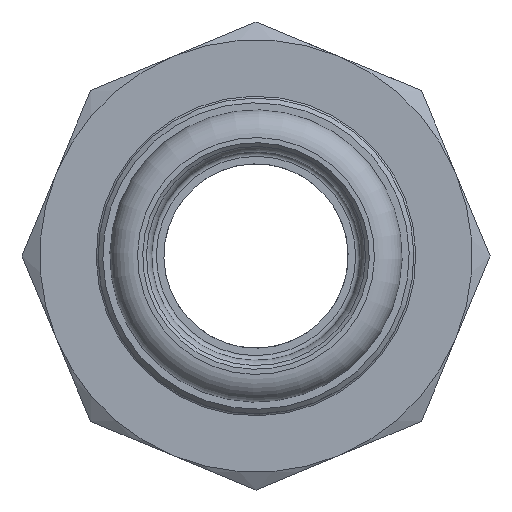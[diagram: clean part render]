
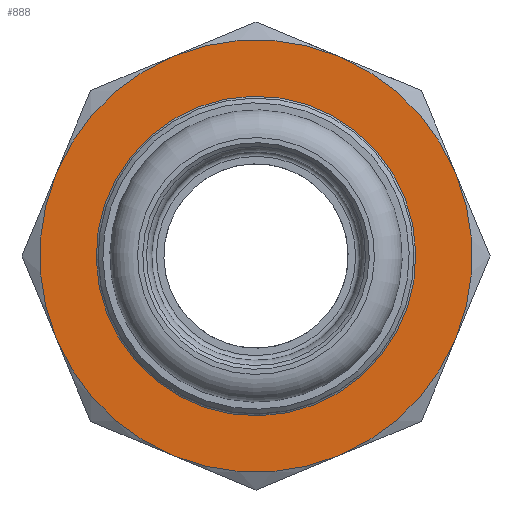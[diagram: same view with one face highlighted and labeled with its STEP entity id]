
A CAD part, left-side view. The second image highlights one B-rep face of the part: STEP entity #888.
In plain terms, the highlighted planar face has unit normal (-1, 0, 0).
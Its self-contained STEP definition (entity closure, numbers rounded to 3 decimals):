
#71=FACE_BOUND('',#191,.T.);
#83=PLANE('',#1012);
#123=FACE_OUTER_BOUND('',#190,.T.);
#190=EDGE_LOOP('',(#643,#644,#645,#646,#647,#648,#649,#650));
#191=EDGE_LOOP('',(#651));
#315=CIRCLE('',#1008,17.);
#318=CIRCLE('',#1013,23.);
#319=CIRCLE('',#1014,23.);
#320=CIRCLE('',#1015,23.);
#321=CIRCLE('',#1016,23.);
#322=CIRCLE('',#1017,23.);
#323=CIRCLE('',#1018,23.);
#324=CIRCLE('',#1019,23.);
#325=CIRCLE('',#1020,23.);
#370=VERTEX_POINT('',#1444);
#376=VERTEX_POINT('',#1471);
#379=VERTEX_POINT('',#1480);
#380=VERTEX_POINT('',#1481);
#381=VERTEX_POINT('',#1483);
#382=VERTEX_POINT('',#1486);
#383=VERTEX_POINT('',#1488);
#384=VERTEX_POINT('',#1490);
#385=VERTEX_POINT('',#1492);
#467=EDGE_CURVE('',#376,#376,#315,.T.);
#471=EDGE_CURVE('',#379,#380,#318,.T.);
#472=EDGE_CURVE('',#381,#379,#319,.T.);
#473=EDGE_CURVE('',#370,#381,#320,.T.);
#474=EDGE_CURVE('',#382,#370,#321,.T.);
#475=EDGE_CURVE('',#383,#382,#322,.T.);
#476=EDGE_CURVE('',#384,#383,#323,.T.);
#477=EDGE_CURVE('',#385,#384,#324,.T.);
#478=EDGE_CURVE('',#380,#385,#325,.T.);
#643=ORIENTED_EDGE('',*,*,#471,.F.);
#644=ORIENTED_EDGE('',*,*,#472,.F.);
#645=ORIENTED_EDGE('',*,*,#473,.F.);
#646=ORIENTED_EDGE('',*,*,#474,.F.);
#647=ORIENTED_EDGE('',*,*,#475,.F.);
#648=ORIENTED_EDGE('',*,*,#476,.F.);
#649=ORIENTED_EDGE('',*,*,#477,.F.);
#650=ORIENTED_EDGE('',*,*,#478,.F.);
#651=ORIENTED_EDGE('',*,*,#467,.T.);
#888=ADVANCED_FACE('',(#123,#71),#83,.F.);
#1008=AXIS2_PLACEMENT_3D('',#1472,#1211,#1212);
#1012=AXIS2_PLACEMENT_3D('',#1479,#1220,#1221);
#1013=AXIS2_PLACEMENT_3D('',#1482,#1222,#1223);
#1014=AXIS2_PLACEMENT_3D('',#1484,#1224,#1225);
#1015=AXIS2_PLACEMENT_3D('',#1485,#1226,#1227);
#1016=AXIS2_PLACEMENT_3D('',#1487,#1228,#1229);
#1017=AXIS2_PLACEMENT_3D('',#1489,#1230,#1231);
#1018=AXIS2_PLACEMENT_3D('',#1491,#1232,#1233);
#1019=AXIS2_PLACEMENT_3D('',#1493,#1234,#1235);
#1020=AXIS2_PLACEMENT_3D('',#1494,#1236,#1237);
#1211=DIRECTION('center_axis',(1.,0.,0.));
#1212=DIRECTION('ref_axis',(0.,-1.,0.));
#1220=DIRECTION('center_axis',(1.,0.,0.));
#1221=DIRECTION('ref_axis',(0.,1.,0.));
#1222=DIRECTION('center_axis',(1.,0.,0.));
#1223=DIRECTION('ref_axis',(0.,-1.,0.));
#1224=DIRECTION('center_axis',(1.,0.,0.));
#1225=DIRECTION('ref_axis',(0.,-1.,0.));
#1226=DIRECTION('center_axis',(1.,0.,0.));
#1227=DIRECTION('ref_axis',(0.,-1.,0.));
#1228=DIRECTION('center_axis',(1.,0.,0.));
#1229=DIRECTION('ref_axis',(0.,-1.,0.));
#1230=DIRECTION('center_axis',(1.,0.,0.));
#1231=DIRECTION('ref_axis',(0.,-1.,0.));
#1232=DIRECTION('center_axis',(1.,0.,0.));
#1233=DIRECTION('ref_axis',(0.,-1.,0.));
#1234=DIRECTION('center_axis',(1.,0.,0.));
#1235=DIRECTION('ref_axis',(0.,-1.,0.));
#1236=DIRECTION('center_axis',(1.,0.,0.));
#1237=DIRECTION('ref_axis',(0.,-1.,0.));
#1444=CARTESIAN_POINT('',(24.,-8.802,21.249));
#1471=CARTESIAN_POINT('',(24.,-14.919,-8.15));
#1472=CARTESIAN_POINT('Origin',(24.,0.,0.));
#1479=CARTESIAN_POINT('Origin',(24.,17.,0.));
#1480=CARTESIAN_POINT('',(24.,-21.249,-8.802));
#1481=CARTESIAN_POINT('',(24.,-8.802,-21.249));
#1482=CARTESIAN_POINT('Origin',(24.,0.,0.));
#1483=CARTESIAN_POINT('',(24.,-21.249,8.802));
#1484=CARTESIAN_POINT('Origin',(24.,0.,0.));
#1485=CARTESIAN_POINT('Origin',(24.,0.,0.));
#1486=CARTESIAN_POINT('',(24.,8.802,21.249));
#1487=CARTESIAN_POINT('Origin',(24.,0.,0.));
#1488=CARTESIAN_POINT('',(24.,21.249,8.802));
#1489=CARTESIAN_POINT('Origin',(24.,0.,0.));
#1490=CARTESIAN_POINT('',(24.,21.249,-8.802));
#1491=CARTESIAN_POINT('Origin',(24.,0.,0.));
#1492=CARTESIAN_POINT('',(24.,8.802,-21.249));
#1493=CARTESIAN_POINT('Origin',(24.,0.,0.));
#1494=CARTESIAN_POINT('Origin',(24.,0.,0.));
